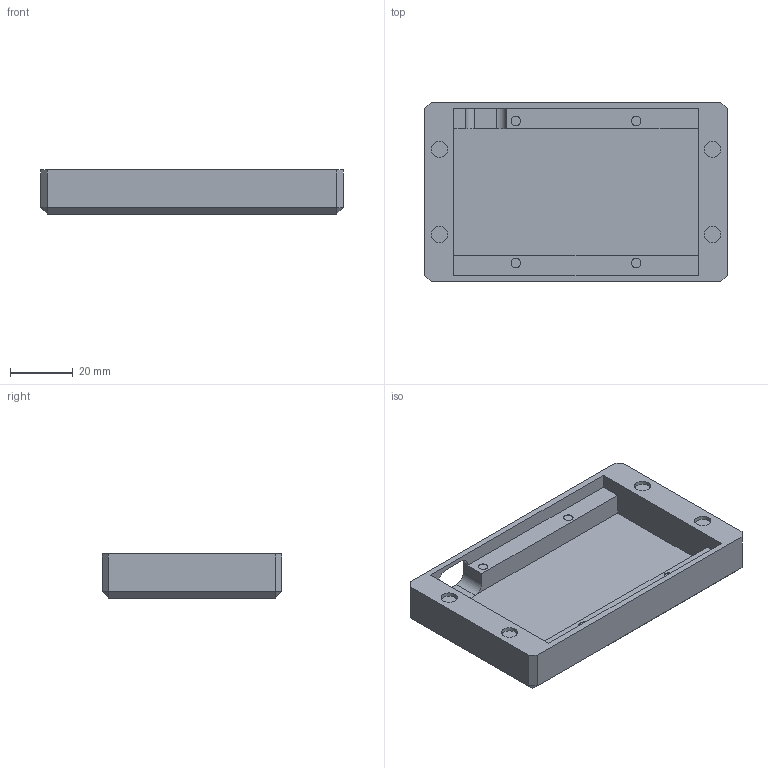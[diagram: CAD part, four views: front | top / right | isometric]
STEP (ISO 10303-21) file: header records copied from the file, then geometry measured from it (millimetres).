
FILE_DESCRIPTION(('FreeCAD Model'),'2;1');
FILE_NAME('Open CASCADE Shape Model','2024-02-24T23:59:59',(''),(''), 'Open CASCADE STEP processor 7.6','FreeCAD','Unknown');
FILE_SCHEMA(('AUTOMOTIVE_DESIGN { 1 0 10303 214 1 1 1 1 }'));
Length unit declared in the file: millimetre
Products named in the file (1): Fillet
Bounding box: 96 x 57.1 x 14 mm (x, y, z)
Volume: 34605 mm3; surface area: 17636 mm2
Topology: 1 solids, 1 shells, 53 faces, 117 edges, 74 vertices
Faces by surface type: plane 41, cylinder 12
Full cylindrical faces by diameter (mm): 3 x4, 5.2 x4
Entity records: 1718 total; most frequent: DIRECTION 249, CARTESIAN_POINT 245, ORIENTED_EDGE 234, EDGE_CURVE 117, LINE 93, VECTOR 93, AXIS2_PLACEMENT_3D 78, VERTEX_POINT 74
